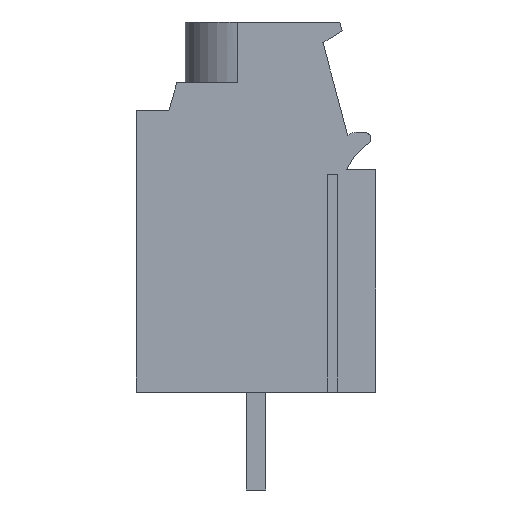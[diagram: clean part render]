
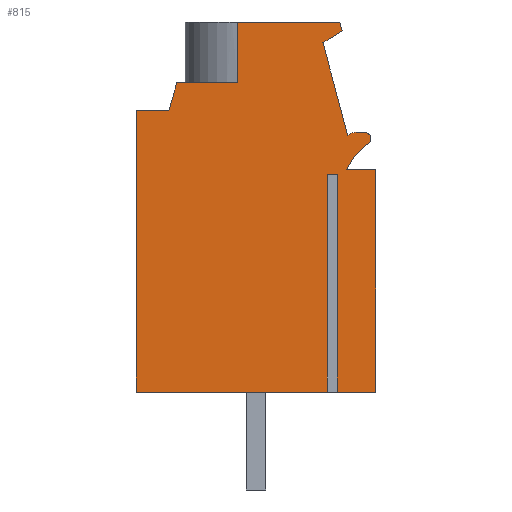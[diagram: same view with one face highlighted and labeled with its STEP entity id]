
A CAD part, left-side view. The second image highlights one B-rep face of the part: STEP entity #815.
In plain terms, the highlighted planar face has unit normal (-1, 0, 0).
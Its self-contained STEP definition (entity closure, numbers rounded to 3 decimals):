
#659=AXIS2_PLACEMENT_3D('Plane Axis2P3D',#656,#657,#658) ;
#700=AXIS2_PLACEMENT_3D('Circle Axis2P3D',#698,#699,$) ;
#714=AXIS2_PLACEMENT_3D('Circle Axis2P3D',#712,#713,$) ;
#49=CARTESIAN_POINT('Vertex',(0.,9.5,17.45)) ;
#52=CARTESIAN_POINT('Line Origine',(0.,9.319,18.075)) ;
#56=CARTESIAN_POINT('Vertex',(0.,9.138,18.7)) ;
#363=CARTESIAN_POINT('Vertex',(0.,11.,17.45)) ;
#366=CARTESIAN_POINT('Line Origine',(0.,10.25,17.45)) ;
#656=CARTESIAN_POINT('Axis2P3D Location',(0.,11.,1.3)) ;
#661=CARTESIAN_POINT('Line Origine',(0.,0.888,4.5)) ;
#665=CARTESIAN_POINT('Vertex',(0.,1.775,4.5)) ;
#667=CARTESIAN_POINT('Vertex',(0.,0.,4.5)) ;
#670=CARTESIAN_POINT('Line Origine',(0.,0.,9.602)) ;
#674=CARTESIAN_POINT('Vertex',(0.,0.,14.703)) ;
#677=CARTESIAN_POINT('Line Origine',(0.,0.672,14.703)) ;
#681=CARTESIAN_POINT('Vertex',(0.,1.345,14.703)) ;
#684=CARTESIAN_POINT('Line Origine',(0.,1.148,15.043)) ;
#688=CARTESIAN_POINT('Vertex',(0.,0.952,15.383)) ;
#691=CARTESIAN_POINT('Line Origine',(0.,0.633,15.66)) ;
#695=CARTESIAN_POINT('Vertex',(0.,0.315,15.937)) ;
#698=CARTESIAN_POINT('Axis2P3D Location',(0.,0.492,16.141)) ;
#702=CARTESIAN_POINT('Vertex',(0.,0.482,16.411)) ;
#705=CARTESIAN_POINT('Line Origine',(0.,0.694,16.418)) ;
#709=CARTESIAN_POINT('Vertex',(0.,0.905,16.426)) ;
#712=CARTESIAN_POINT('Axis2P3D Location',(0.,0.925,15.856)) ;
#716=CARTESIAN_POINT('Vertex',(0.,1.286,16.297)) ;
#719=CARTESIAN_POINT('Line Origine',(0.,1.854,18.419)) ;
#723=CARTESIAN_POINT('Vertex',(0.,2.423,20.54)) ;
#726=CARTESIAN_POINT('Line Origine',(0.,1.984,20.825)) ;
#730=CARTESIAN_POINT('Vertex',(0.,1.545,21.11)) ;
#733=CARTESIAN_POINT('Line Origine',(0.,1.598,21.305)) ;
#737=CARTESIAN_POINT('Vertex',(0.,1.65,21.5)) ;
#740=CARTESIAN_POINT('Line Origine',(0.,4.,21.5)) ;
#744=CARTESIAN_POINT('Vertex',(0.,6.35,21.5)) ;
#747=CARTESIAN_POINT('Line Origine',(0.,6.35,20.1)) ;
#751=CARTESIAN_POINT('Vertex',(0.,6.35,18.7)) ;
#754=CARTESIAN_POINT('Line Origine',(0.,7.744,18.7)) ;
#759=CARTESIAN_POINT('Line Origine',(0.,11.,10.975)) ;
#763=CARTESIAN_POINT('Vertex',(0.,11.,4.5)) ;
#766=CARTESIAN_POINT('Line Origine',(0.,6.612,4.5)) ;
#770=CARTESIAN_POINT('Vertex',(0.,2.225,4.5)) ;
#773=CARTESIAN_POINT('Line Origine',(0.,2.225,9.5)) ;
#777=CARTESIAN_POINT('Vertex',(0.,2.225,14.5)) ;
#780=CARTESIAN_POINT('Line Origine',(0.,2.,14.5)) ;
#784=CARTESIAN_POINT('Vertex',(0.,1.775,14.5)) ;
#787=CARTESIAN_POINT('Line Origine',(0.,1.775,9.5)) ;
#53=DIRECTION('Vector Direction',(0.,0.278,-0.961)) ;
#367=DIRECTION('Vector Direction',(0.,1.,0.)) ;
#657=DIRECTION('Axis2P3D Direction',(-1.,0.,0.)) ;
#658=DIRECTION('Axis2P3D XDirection',(0.,-1.,0.)) ;
#662=DIRECTION('Vector Direction',(0.,1.,0.)) ;
#671=DIRECTION('Vector Direction',(0.,0.,1.)) ;
#678=DIRECTION('Vector Direction',(0.,1.,0.)) ;
#685=DIRECTION('Vector Direction',(0.,-0.5,0.866)) ;
#692=DIRECTION('Vector Direction',(0.,-0.755,0.656)) ;
#699=DIRECTION('Axis2P3D Direction',(-1.,0.,0.)) ;
#706=DIRECTION('Vector Direction',(0.,0.999,0.035)) ;
#713=DIRECTION('Axis2P3D Direction',(-1.,0.,0.)) ;
#720=DIRECTION('Vector Direction',(0.,0.259,0.966)) ;
#727=DIRECTION('Vector Direction',(0.,-0.839,0.545)) ;
#734=DIRECTION('Vector Direction',(0.,0.259,0.966)) ;
#741=DIRECTION('Vector Direction',(0.,1.,0.)) ;
#748=DIRECTION('Vector Direction',(0.,0.,-1.)) ;
#755=DIRECTION('Vector Direction',(0.,1.,0.)) ;
#760=DIRECTION('Vector Direction',(0.,0.,-1.)) ;
#767=DIRECTION('Vector Direction',(0.,1.,0.)) ;
#774=DIRECTION('Vector Direction',(0.,0.,1.)) ;
#781=DIRECTION('Vector Direction',(0.,-1.,0.)) ;
#788=DIRECTION('Vector Direction',(0.,0.,1.)) ;
#54=VECTOR('Line Direction',#53,1.) ;
#368=VECTOR('Line Direction',#367,1.) ;
#663=VECTOR('Line Direction',#662,1.) ;
#672=VECTOR('Line Direction',#671,1.) ;
#679=VECTOR('Line Direction',#678,1.) ;
#686=VECTOR('Line Direction',#685,1.) ;
#693=VECTOR('Line Direction',#692,1.) ;
#707=VECTOR('Line Direction',#706,1.) ;
#721=VECTOR('Line Direction',#720,1.) ;
#728=VECTOR('Line Direction',#727,1.) ;
#735=VECTOR('Line Direction',#734,1.) ;
#742=VECTOR('Line Direction',#741,1.) ;
#749=VECTOR('Line Direction',#748,1.) ;
#756=VECTOR('Line Direction',#755,1.) ;
#761=VECTOR('Line Direction',#760,1.) ;
#768=VECTOR('Line Direction',#767,1.) ;
#775=VECTOR('Line Direction',#774,1.) ;
#782=VECTOR('Line Direction',#781,1.) ;
#789=VECTOR('Line Direction',#788,1.) ;
#793=ORIENTED_EDGE('',*,*,#669,.T.) ;
#794=ORIENTED_EDGE('',*,*,#676,.T.) ;
#795=ORIENTED_EDGE('',*,*,#683,.T.) ;
#796=ORIENTED_EDGE('',*,*,#690,.T.) ;
#797=ORIENTED_EDGE('',*,*,#697,.T.) ;
#798=ORIENTED_EDGE('',*,*,#704,.T.) ;
#799=ORIENTED_EDGE('',*,*,#711,.T.) ;
#800=ORIENTED_EDGE('',*,*,#718,.T.) ;
#801=ORIENTED_EDGE('',*,*,#725,.T.) ;
#802=ORIENTED_EDGE('',*,*,#732,.T.) ;
#803=ORIENTED_EDGE('',*,*,#739,.T.) ;
#804=ORIENTED_EDGE('',*,*,#746,.T.) ;
#805=ORIENTED_EDGE('',*,*,#753,.T.) ;
#806=ORIENTED_EDGE('',*,*,#758,.T.) ;
#807=ORIENTED_EDGE('',*,*,#58,.T.) ;
#808=ORIENTED_EDGE('',*,*,#370,.T.) ;
#809=ORIENTED_EDGE('',*,*,#765,.T.) ;
#810=ORIENTED_EDGE('',*,*,#772,.T.) ;
#811=ORIENTED_EDGE('',*,*,#779,.T.) ;
#812=ORIENTED_EDGE('',*,*,#786,.F.) ;
#813=ORIENTED_EDGE('',*,*,#791,.F.) ;
#815=ADVANCED_FACE('HOUSING',(#814),#660,.T.) ;
#701=CIRCLE('generated circle',#700,0.27) ;
#715=CIRCLE('generated circle',#714,0.57) ;
#58=EDGE_CURVE('',#57,#50,#55,.T.) ;
#370=EDGE_CURVE('',#50,#364,#369,.T.) ;
#669=EDGE_CURVE('',#666,#668,#664,.F.) ;
#676=EDGE_CURVE('',#668,#675,#673,.T.) ;
#683=EDGE_CURVE('',#675,#682,#680,.T.) ;
#690=EDGE_CURVE('',#682,#689,#687,.T.) ;
#697=EDGE_CURVE('',#689,#696,#694,.T.) ;
#704=EDGE_CURVE('',#696,#703,#701,.T.) ;
#711=EDGE_CURVE('',#703,#710,#708,.T.) ;
#718=EDGE_CURVE('',#710,#717,#715,.T.) ;
#725=EDGE_CURVE('',#717,#724,#722,.T.) ;
#732=EDGE_CURVE('',#724,#731,#729,.T.) ;
#739=EDGE_CURVE('',#731,#738,#736,.T.) ;
#746=EDGE_CURVE('',#738,#745,#743,.T.) ;
#753=EDGE_CURVE('',#745,#752,#750,.T.) ;
#758=EDGE_CURVE('',#752,#57,#757,.T.) ;
#765=EDGE_CURVE('',#364,#764,#762,.T.) ;
#772=EDGE_CURVE('',#764,#771,#769,.F.) ;
#779=EDGE_CURVE('',#771,#778,#776,.T.) ;
#786=EDGE_CURVE('',#785,#778,#783,.F.) ;
#791=EDGE_CURVE('',#666,#785,#790,.T.) ;
#792=EDGE_LOOP('',(#793,#794,#795,#796,#797,#798,#799,#800,#801,#802,#803,#804,#805,#806,#807,#808,#809,#810,#811,#812,#813)) ;
#814=FACE_OUTER_BOUND('',#792,.T.) ;
#55=LINE('Line',#52,#54) ;
#369=LINE('Line',#366,#368) ;
#664=LINE('Line',#661,#663) ;
#673=LINE('Line',#670,#672) ;
#680=LINE('Line',#677,#679) ;
#687=LINE('Line',#684,#686) ;
#694=LINE('Line',#691,#693) ;
#708=LINE('Line',#705,#707) ;
#722=LINE('Line',#719,#721) ;
#729=LINE('Line',#726,#728) ;
#736=LINE('Line',#733,#735) ;
#743=LINE('Line',#740,#742) ;
#750=LINE('Line',#747,#749) ;
#757=LINE('Line',#754,#756) ;
#762=LINE('Line',#759,#761) ;
#769=LINE('Line',#766,#768) ;
#776=LINE('Line',#773,#775) ;
#783=LINE('Line',#780,#782) ;
#790=LINE('Line',#787,#789) ;
#660=PLANE('',#659) ;
#50=VERTEX_POINT('',#49) ;
#57=VERTEX_POINT('',#56) ;
#364=VERTEX_POINT('',#363) ;
#666=VERTEX_POINT('',#665) ;
#668=VERTEX_POINT('',#667) ;
#675=VERTEX_POINT('',#674) ;
#682=VERTEX_POINT('',#681) ;
#689=VERTEX_POINT('',#688) ;
#696=VERTEX_POINT('',#695) ;
#703=VERTEX_POINT('',#702) ;
#710=VERTEX_POINT('',#709) ;
#717=VERTEX_POINT('',#716) ;
#724=VERTEX_POINT('',#723) ;
#731=VERTEX_POINT('',#730) ;
#738=VERTEX_POINT('',#737) ;
#745=VERTEX_POINT('',#744) ;
#752=VERTEX_POINT('',#751) ;
#764=VERTEX_POINT('',#763) ;
#771=VERTEX_POINT('',#770) ;
#778=VERTEX_POINT('',#777) ;
#785=VERTEX_POINT('',#784) ;
